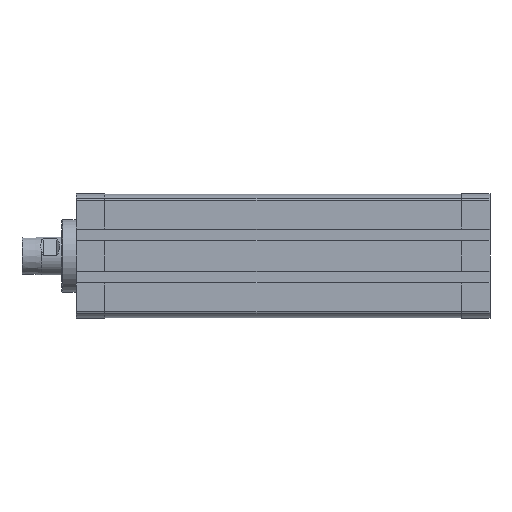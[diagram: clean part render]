
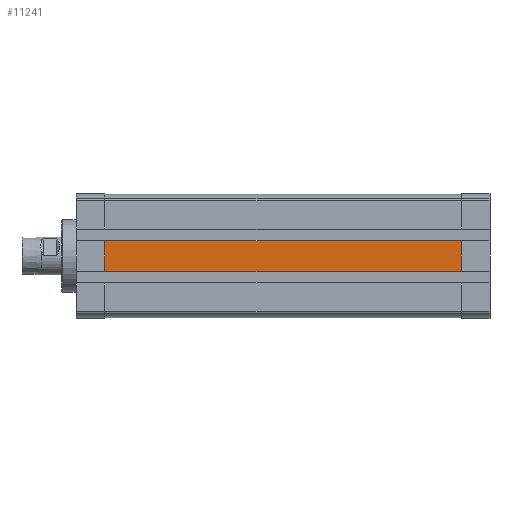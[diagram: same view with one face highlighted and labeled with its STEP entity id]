
A CAD part, left-side view. The second image highlights one B-rep face of the part: STEP entity #11241.
In plain terms, the highlighted planar face has unit normal (-1, 0, 0).
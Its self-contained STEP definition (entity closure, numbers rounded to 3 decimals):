
#125=PLANE('',#12239);
#929=LINE('',#18300,#1833);
#930=LINE('',#18303,#1834);
#931=LINE('',#18305,#1835);
#932=LINE('',#18307,#1836);
#1833=VECTOR('',#14386,1000.);
#1834=VECTOR('',#14387,1000.);
#1835=VECTOR('',#14388,1000.);
#1836=VECTOR('',#14389,1000.);
#3969=ORIENTED_EDGE('',*,*,#6836,.T.);
#3970=ORIENTED_EDGE('',*,*,#6837,.F.);
#3971=ORIENTED_EDGE('',*,*,#6838,.F.);
#3972=ORIENTED_EDGE('',*,*,#6839,.T.);
#6836=EDGE_CURVE('',#8292,#8293,#929,.T.);
#6837=EDGE_CURVE('',#8294,#8293,#930,.T.);
#6838=EDGE_CURVE('',#8295,#8294,#931,.T.);
#6839=EDGE_CURVE('',#8295,#8292,#932,.T.);
#8292=VERTEX_POINT('',#18301);
#8293=VERTEX_POINT('',#18302);
#8294=VERTEX_POINT('',#18304);
#8295=VERTEX_POINT('',#18306);
#9597=EDGE_LOOP('',(#3969,#3970,#3971,#3972));
#10405=FACE_BOUND('',#9597,.T.);
#11241=ADVANCED_FACE('',(#10405),#125,.F.);
#12239=AXIS2_PLACEMENT_3D('',#18299,#14384,#14385);
#14384=DIRECTION('',(1.,0.,0.));
#14385=DIRECTION('',(0.,0.,-1.));
#14386=DIRECTION('',(0.,0.,1.));
#14387=DIRECTION('',(0.,-1.,0.));
#14388=DIRECTION('',(0.,0.,1.));
#14389=DIRECTION('',(0.,-1.,0.));
#18299=CARTESIAN_POINT('',(-32.5,202.9,-8.));
#18300=CARTESIAN_POINT('',(-32.5,15.,-8.));
#18301=CARTESIAN_POINT('',(-32.5,15.,-8.));
#18302=CARTESIAN_POINT('',(-32.5,15.,8.));
#18303=CARTESIAN_POINT('',(-32.5,202.9,8.));
#18304=CARTESIAN_POINT('',(-32.5,202.9,8.));
#18305=CARTESIAN_POINT('',(-32.5,202.9,-8.));
#18306=CARTESIAN_POINT('',(-32.5,202.9,-8.));
#18307=CARTESIAN_POINT('',(-32.5,202.9,-8.));
